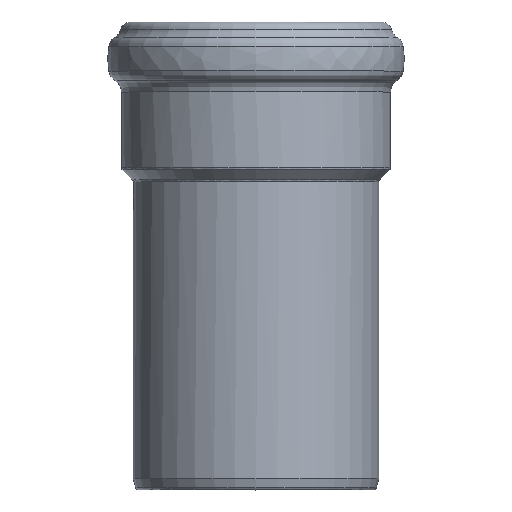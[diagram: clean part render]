
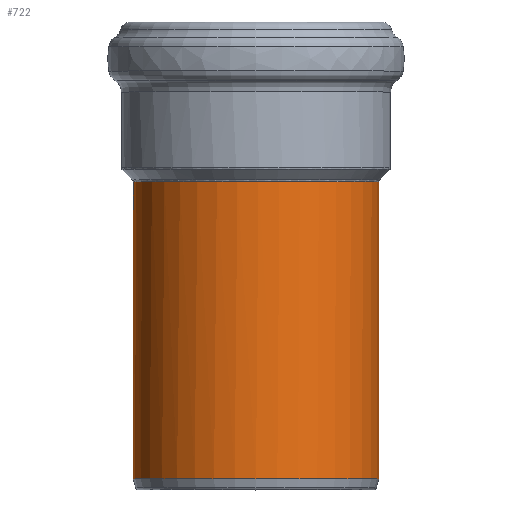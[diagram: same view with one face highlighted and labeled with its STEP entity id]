
A CAD part, top view. The second image highlights one B-rep face of the part: STEP entity #722.
In plain terms, the highlighted cylindrical face has radius 45.15 mm (diameter 90.3 mm), a full revolution.
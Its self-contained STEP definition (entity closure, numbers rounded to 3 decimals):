
#67=FACE_BOUND('',#261,.T.);
#122=CIRCLE('',#799,45.15);
#124=CIRCLE('',#803,45.15);
#173=CYLINDRICAL_SURFACE('',#802,45.15);
#197=FACE_OUTER_BOUND('',#260,.T.);
#260=EDGE_LOOP('',(#588,#589));
#261=EDGE_LOOP('',(#590));
#359=B_SPLINE_CURVE_WITH_KNOTS('',3,(#1518,#1519,#1520,#1521,#1522,#1523,
#1524,#1525,#1526,#1527,#1528,#1529,#1530,#1531,#1532,#1533,#1534,#1535,
#1536,#1537,#1538,#1539,#1540,#1541,#1542,#1543,#1544,#1545,#1546,#1547,
#1548,#1549,#1550,#1551,#1552,#1553,#1554,#1555,#1556,#1557,#1558,#1559,
#1560,#1561,#1562,#1563,#1564,#1565,#1566,#1567,#1568,#1569,#1570,#1571,
#1572,#1573,#1574,#1575,#1576,#1577,#1578,#1579,#1580,#1581,#1582,#1583,
#1584,#1585,#1586,#1587,#1588,#1589,#1590,#1591,#1592,#1593,#1594,#1595,
#1596,#1597,#1598,#1599,#1600,#1601,#1602,#1603,#1604,#1605,#1606,#1607,
#1608,#1609,#1610,#1611,#1612,#1613,#1614,#1615,#1616,#1617),
 .UNSPECIFIED.,.F.,.F.,(4,3,3,3,3,3,3,3,3,3,3,3,3,3,3,3,3,3,3,3,3,3,3,3,
3,3,3,3,3,3,3,3,3,4),(-17.091,-16.678,-15.926,
-15.424,-14.757,-14.3,-13.977,
-13.541,-13.198,-12.446,-12.418,
-11.118,-10.859,-10.079,-10.015,
-9.3,-8.91,-8.52,-7.805,
-7.741,-6.961,-6.702,-5.402,
-5.374,-4.279,-4.233,-3.647,
-3.52,-3.063,-2.396,-1.894,
-1.309,-1.142,-0.729),.UNSPECIFIED.);
#392=VERTEX_POINT('',#1508);
#393=VERTEX_POINT('',#1517);
#396=VERTEX_POINT('',#1663);
#474=EDGE_CURVE('',#392,#393,#359,.T.);
#477=EDGE_CURVE('',#393,#392,#122,.T.);
#482=EDGE_CURVE('',#396,#396,#124,.T.);
#588=ORIENTED_EDGE('',*,*,#477,.F.);
#589=ORIENTED_EDGE('',*,*,#474,.F.);
#590=ORIENTED_EDGE('',*,*,#482,.F.);
#722=ADVANCED_FACE('',(#197,#67),#173,.T.);
#799=AXIS2_PLACEMENT_3D('',#1640,#952,#953);
#802=AXIS2_PLACEMENT_3D('',#1662,#958,#959);
#803=AXIS2_PLACEMENT_3D('',#1664,#960,#961);
#952=DIRECTION('center_axis',(0.,1.,0.));
#953=DIRECTION('ref_axis',(0.,0.,1.));
#958=DIRECTION('center_axis',(0.,-1.,0.));
#959=DIRECTION('ref_axis',(1.,0.,0.));
#960=DIRECTION('center_axis',(0.,-1.,0.));
#961=DIRECTION('ref_axis',(1.,0.,0.));
#1508=CARTESIAN_POINT('',(17.78,113.238,-41.502));
#1517=CARTESIAN_POINT('',(-17.78,113.238,-41.502));
#1518=CARTESIAN_POINT('Ctrl Pts',(17.78,113.238,-41.502));
#1519=CARTESIAN_POINT('Ctrl Pts',(18.764,112.447,-41.08));
#1520=CARTESIAN_POINT('Ctrl Pts',(19.696,111.597,-40.639));
#1521=CARTESIAN_POINT('Ctrl Pts',(20.575,110.694,-40.19));
#1522=CARTESIAN_POINT('Ctrl Pts',(22.17,109.052,-39.373));
#1523=CARTESIAN_POINT('Ctrl Pts',(23.585,107.236,-38.529));
#1524=CARTESIAN_POINT('Ctrl Pts',(24.809,105.265,-37.724));
#1525=CARTESIAN_POINT('Ctrl Pts',(25.627,103.948,-37.186));
#1526=CARTESIAN_POINT('Ctrl Pts',(26.359,102.562,-36.665));
#1527=CARTESIAN_POINT('Ctrl Pts',(26.996,101.114,-36.19));
#1528=CARTESIAN_POINT('Ctrl Pts',(27.843,99.189,-35.558));
#1529=CARTESIAN_POINT('Ctrl Pts',(28.522,97.154,-35.004));
#1530=CARTESIAN_POINT('Ctrl Pts',(29.004,95.03,-34.601));
#1531=CARTESIAN_POINT('Ctrl Pts',(29.335,93.576,-34.324));
#1532=CARTESIAN_POINT('Ctrl Pts',(29.573,92.08,-34.118));
#1533=CARTESIAN_POINT('Ctrl Pts',(29.711,90.569,-33.998));
#1534=CARTESIAN_POINT('Ctrl Pts',(29.807,89.502,-33.913));
#1535=CARTESIAN_POINT('Ctrl Pts',(29.854,88.427,-33.87));
#1536=CARTESIAN_POINT('Ctrl Pts',(29.847,87.352,-33.876));
#1537=CARTESIAN_POINT('Ctrl Pts',(29.839,85.898,-33.884));
#1538=CARTESIAN_POINT('Ctrl Pts',(29.732,84.444,-33.98));
#1539=CARTESIAN_POINT('Ctrl Pts',(29.533,83.017,-34.152));
#1540=CARTESIAN_POINT('Ctrl Pts',(29.377,81.894,-34.287));
#1541=CARTESIAN_POINT('Ctrl Pts',(29.164,80.785,-34.469));
#1542=CARTESIAN_POINT('Ctrl Pts',(28.896,79.701,-34.692));
#1543=CARTESIAN_POINT('Ctrl Pts',(28.31,77.327,-35.18));
#1544=CARTESIAN_POINT('Ctrl Pts',(27.462,75.076,-35.865));
#1545=CARTESIAN_POINT('Ctrl Pts',(26.401,72.984,-36.629));
#1546=CARTESIAN_POINT('Ctrl Pts',(26.362,72.908,-36.657));
#1547=CARTESIAN_POINT('Ctrl Pts',(26.323,72.831,-36.685));
#1548=CARTESIAN_POINT('Ctrl Pts',(26.284,72.755,-36.714));
#1549=CARTESIAN_POINT('Ctrl Pts',(24.422,69.158,-38.046));
#1550=CARTESIAN_POINT('Ctrl Pts',(21.918,66.032,-39.608));
#1551=CARTESIAN_POINT('Ctrl Pts',(18.9,63.488,-41.003));
#1552=CARTESIAN_POINT('Ctrl Pts',(18.299,62.982,-41.281));
#1553=CARTESIAN_POINT('Ctrl Pts',(17.677,62.499,-41.552));
#1554=CARTESIAN_POINT('Ctrl Pts',(17.036,62.04,-41.814));
#1555=CARTESIAN_POINT('Ctrl Pts',(15.105,60.658,-42.602));
#1556=CARTESIAN_POINT('Ctrl Pts',(12.994,59.497,-43.302));
#1557=CARTESIAN_POINT('Ctrl Pts',(10.748,58.606,-43.852));
#1558=CARTESIAN_POINT('Ctrl Pts',(10.562,58.532,-43.897));
#1559=CARTESIAN_POINT('Ctrl Pts',(10.375,58.46,-43.942));
#1560=CARTESIAN_POINT('Ctrl Pts',(10.187,58.39,-43.985));
#1561=CARTESIAN_POINT('Ctrl Pts',(8.106,57.614,-44.466));
#1562=CARTESIAN_POINT('Ctrl Pts',(5.916,57.069,-44.817));
#1563=CARTESIAN_POINT('Ctrl Pts',(3.681,56.784,-45.));
#1564=CARTESIAN_POINT('Ctrl Pts',(2.463,56.629,-45.1));
#1565=CARTESIAN_POINT('Ctrl Pts',(1.231,56.552,-45.15));
#1566=CARTESIAN_POINT('Ctrl Pts',(0.,56.552,
-45.15));
#1567=CARTESIAN_POINT('Ctrl Pts',(-1.231,56.552,-45.15));
#1568=CARTESIAN_POINT('Ctrl Pts',(-2.463,56.629,-45.1));
#1569=CARTESIAN_POINT('Ctrl Pts',(-3.681,56.785,-45.));
#1570=CARTESIAN_POINT('Ctrl Pts',(-5.916,57.069,-44.817));
#1571=CARTESIAN_POINT('Ctrl Pts',(-8.106,57.614,-44.465));
#1572=CARTESIAN_POINT('Ctrl Pts',(-10.187,58.39,-43.984));
#1573=CARTESIAN_POINT('Ctrl Pts',(-10.375,58.46,-43.941));
#1574=CARTESIAN_POINT('Ctrl Pts',(-10.561,58.532,-43.897));
#1575=CARTESIAN_POINT('Ctrl Pts',(-10.747,58.606,-43.851));
#1576=CARTESIAN_POINT('Ctrl Pts',(-12.994,59.497,-43.302));
#1577=CARTESIAN_POINT('Ctrl Pts',(-15.104,60.662,-42.604));
#1578=CARTESIAN_POINT('Ctrl Pts',(-17.035,62.043,-41.816));
#1579=CARTESIAN_POINT('Ctrl Pts',(-17.676,62.502,-41.555));
#1580=CARTESIAN_POINT('Ctrl Pts',(-18.298,62.985,-41.283));
#1581=CARTESIAN_POINT('Ctrl Pts',(-18.899,63.491,-41.005));
#1582=CARTESIAN_POINT('Ctrl Pts',(-21.918,66.032,-39.609));
#1583=CARTESIAN_POINT('Ctrl Pts',(-24.421,69.156,-38.043));
#1584=CARTESIAN_POINT('Ctrl Pts',(-26.282,72.755,-36.714));
#1585=CARTESIAN_POINT('Ctrl Pts',(-26.321,72.831,-36.686));
#1586=CARTESIAN_POINT('Ctrl Pts',(-26.361,72.908,-36.658));
#1587=CARTESIAN_POINT('Ctrl Pts',(-26.4,72.985,-36.63));
#1588=CARTESIAN_POINT('Ctrl Pts',(-27.945,76.033,-35.519));
#1589=CARTESIAN_POINT('Ctrl Pts',(-29.035,79.432,-34.582));
#1590=CARTESIAN_POINT('Ctrl Pts',(-29.533,83.016,-34.15));
#1591=CARTESIAN_POINT('Ctrl Pts',(-29.554,83.167,-34.132));
#1592=CARTESIAN_POINT('Ctrl Pts',(-29.574,83.319,-34.114));
#1593=CARTESIAN_POINT('Ctrl Pts',(-29.593,83.47,-34.098));
#1594=CARTESIAN_POINT('Ctrl Pts',(-29.832,85.392,-33.89));
#1595=CARTESIAN_POINT('Ctrl Pts',(-29.902,87.356,-33.829));
#1596=CARTESIAN_POINT('Ctrl Pts',(-29.801,89.302,-33.918));
#1597=CARTESIAN_POINT('Ctrl Pts',(-29.779,89.725,-33.937));
#1598=CARTESIAN_POINT('Ctrl Pts',(-29.749,90.147,-33.964));
#1599=CARTESIAN_POINT('Ctrl Pts',(-29.711,90.569,-33.997));
#1600=CARTESIAN_POINT('Ctrl Pts',(-29.575,92.08,-34.117));
#1601=CARTESIAN_POINT('Ctrl Pts',(-29.336,93.575,-34.324));
#1602=CARTESIAN_POINT('Ctrl Pts',(-29.005,95.029,-34.601));
#1603=CARTESIAN_POINT('Ctrl Pts',(-28.522,97.152,-35.005));
#1604=CARTESIAN_POINT('Ctrl Pts',(-27.843,99.189,-35.558));
#1605=CARTESIAN_POINT('Ctrl Pts',(-26.997,101.114,-36.189));
#1606=CARTESIAN_POINT('Ctrl Pts',(-26.36,102.562,-36.664));
#1607=CARTESIAN_POINT('Ctrl Pts',(-25.628,103.95,-37.185));
#1608=CARTESIAN_POINT('Ctrl Pts',(-24.81,105.266,-37.723));
#1609=CARTESIAN_POINT('Ctrl Pts',(-23.857,106.8,-38.35));
#1610=CARTESIAN_POINT('Ctrl Pts',(-22.789,108.239,-39.));
#1611=CARTESIAN_POINT('Ctrl Pts',(-21.61,109.576,-39.643));
#1612=CARTESIAN_POINT('Ctrl Pts',(-21.274,109.957,-39.826));
#1613=CARTESIAN_POINT('Ctrl Pts',(-20.928,110.329,-40.008));
#1614=CARTESIAN_POINT('Ctrl Pts',(-20.574,110.694,-40.189));
#1615=CARTESIAN_POINT('Ctrl Pts',(-19.696,111.597,-40.639));
#1616=CARTESIAN_POINT('Ctrl Pts',(-18.764,112.447,-41.08));
#1617=CARTESIAN_POINT('Ctrl Pts',(-17.78,113.238,-41.502));
#1640=CARTESIAN_POINT('Origin',(0.,113.238,0.));
#1662=CARTESIAN_POINT('Origin',(0.,58.826,0.));
#1663=CARTESIAN_POINT('',(45.15,4.,0.));
#1664=CARTESIAN_POINT('Origin',(0.,4.,0.));
